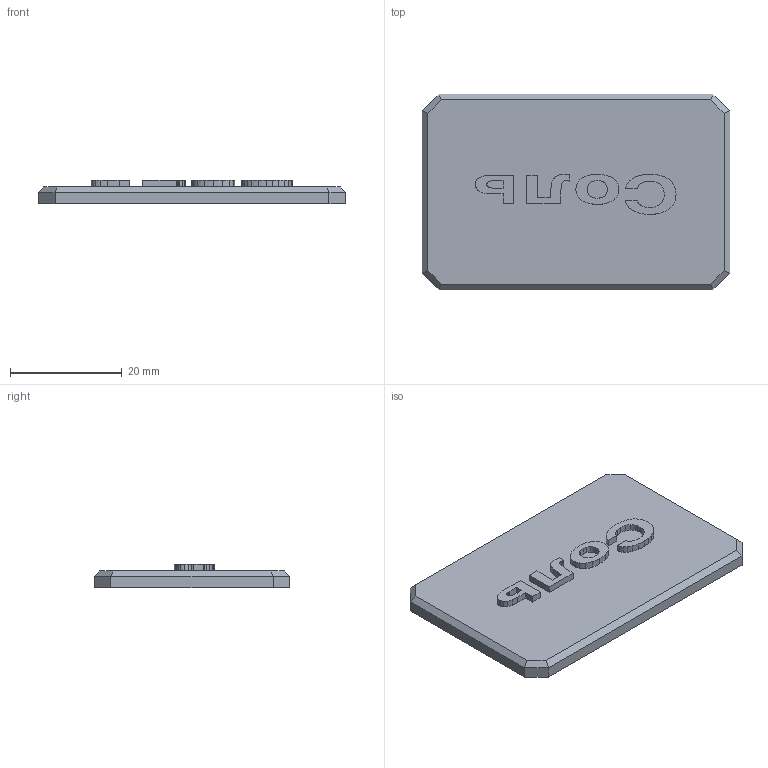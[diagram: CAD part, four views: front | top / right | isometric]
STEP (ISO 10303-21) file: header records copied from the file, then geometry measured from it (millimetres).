
FILE_DESCRIPTION(('STEP AP242'), '1');
FILE_NAME('ItemTagSaltShaker2', '', ('UNSPECIFIED'), ('UNSPECIFIED'), 'C3D Converter', 'C3D Toolkit', '');
FILE_SCHEMA(('AP242_MANAGED_MODEL_BASED_3D_ENGINEERING_MIM_LF { 1 0 10303 442 1 1 4 }'));
Length unit declared in the file: millimetre
Bounding box: 55 x 35 x 4.2 mm (x, y, z)
Volume: 5752.8 mm3; surface area: 4393.2 mm2
Topology: 1 solids, 1 shells, 144 faces, 400 edges, 264 vertices
Faces by surface type: extrusion 102, plane 42
Entity records: 4739 total; most frequent: CARTESIAN_POINT 1421, ORIENTED_EDGE 800, EDGE_CURVE 400, DIRECTION 384, B_SPLINE_CURVE_WITH_KNOTS 306, VECTOR 298, VERTEX_POINT 264, LINE 196
